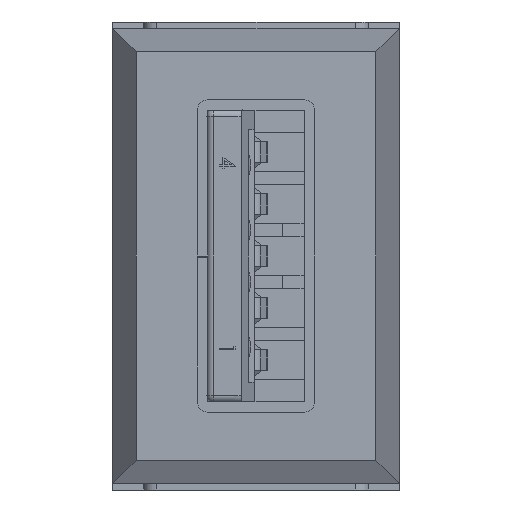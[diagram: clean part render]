
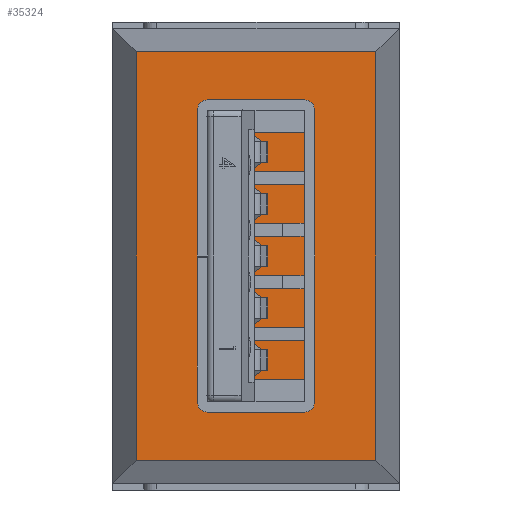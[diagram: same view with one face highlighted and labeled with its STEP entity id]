
A CAD part, left-side view. The second image highlights one B-rep face of the part: STEP entity #35324.
In plain terms, the highlighted planar face has unit normal (-1, 0, 0).
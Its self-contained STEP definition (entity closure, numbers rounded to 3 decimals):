
#5976 = EDGE_CURVE ( 'NONE', #7721, #7725, #52070, .T. ) ;
#5977 = EDGE_CURVE ( 'NONE', #7725, #7711, #52069, .T. ) ;
#5978 = EDGE_CURVE ( 'NONE', #7710, #7711, #52072, .T. ) ;
#5979 = EDGE_CURVE ( 'NONE', #7721, #7710, #52068, .T. ) ;
#7710 = VERTEX_POINT ( 'NONE', #40088 ) ;
#7711 = VERTEX_POINT ( 'NONE', #40089 ) ;
#7721 = VERTEX_POINT ( 'NONE', #40099 ) ;
#7725 = VERTEX_POINT ( 'NONE', #40103 ) ;
#35324 = ADVANCED_FACE ( 'NONE', ( #47815 ), #61881, .T. ) ;
#37662 = CARTESIAN_POINT ( 'NONE',  ( -15.494, -5.499, 7.849 ) ) ;
#37663 = CARTESIAN_POINT ( 'NONE',  ( -15.494, -5.499, -7.849 ) ) ;
#37681 = CARTESIAN_POINT ( 'NONE',  ( -15.494, -4.61, -8.992 ) ) ;
#37682 = DIRECTION ( 'NONE',  ( 0., 0., 1. ) ) ;
#37683 = DIRECTION ( 'NONE',  ( 0., 1., 0. ) ) ;
#37684 = CARTESIAN_POINT ( 'NONE',  ( -15.494, 4.61, -8.992 ) ) ;
#37685 = DIRECTION ( 'NONE',  ( 0., 0., 1. ) ) ;
#37686 = DIRECTION ( 'NONE',  ( 0., 1., 0. ) ) ;
#40088 = CARTESIAN_POINT ( 'NONE',  ( -15.494, 4.61, -7.849 ) ) ;
#40089 = CARTESIAN_POINT ( 'NONE',  ( -15.494, 4.61, 7.849 ) ) ;
#40099 = CARTESIAN_POINT ( 'NONE',  ( -15.494, -4.61, -7.849 ) ) ;
#40103 = CARTESIAN_POINT ( 'NONE',  ( -15.494, -4.61, 7.849 ) ) ;
#46785 = AXIS2_PLACEMENT_3D ( 'NONE', #61872, #61884, #61886 ) ;
#47815 = FACE_OUTER_BOUND ( 'NONE', #59609, .T. ) ;
#52068 = LINE ( 'NONE', #37663, #52077 ) ;
#52069 = LINE ( 'NONE', #37662, #52073 ) ;
#52070 = LINE ( 'NONE', #37681, #52071 ) ;
#52071 = VECTOR ( 'NONE', #37682, 1000. ) ;
#52072 = LINE ( 'NONE', #37684, #52075 ) ;
#52073 = VECTOR ( 'NONE', #37683, 1000. ) ;
#52075 = VECTOR ( 'NONE', #37685, 1000. ) ;
#52077 = VECTOR ( 'NONE', #37686, 1000. ) ;
#59609 = EDGE_LOOP ( 'NONE', ( #64234, #64279, #64253, #64294 ) ) ;
#61872 = CARTESIAN_POINT ( 'NONE',  ( -15.494, 5.499, 8.992 ) ) ;
#61881 = PLANE ( 'NONE',  #46785 ) ;
#61884 = DIRECTION ( 'NONE',  ( -1., 0., 0. ) ) ;
#61886 = DIRECTION ( 'NONE',  ( 0., 0., 1. ) ) ;
#64234 = ORIENTED_EDGE ( 'NONE', *, *, #5976, .T. ) ;
#64253 = ORIENTED_EDGE ( 'NONE', *, *, #5978, .F. ) ;
#64279 = ORIENTED_EDGE ( 'NONE', *, *, #5977, .T. ) ;
#64294 = ORIENTED_EDGE ( 'NONE', *, *, #5979, .F. ) ;
